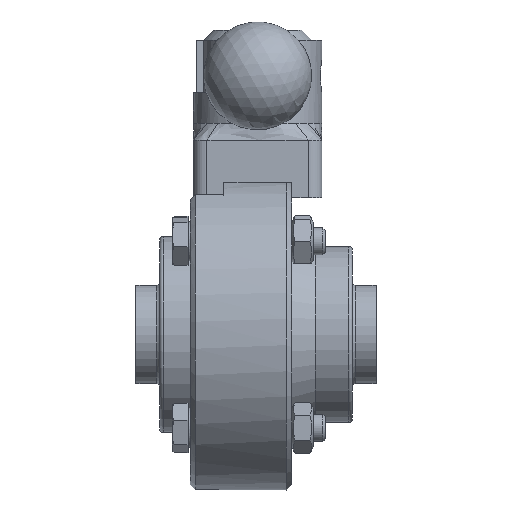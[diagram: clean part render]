
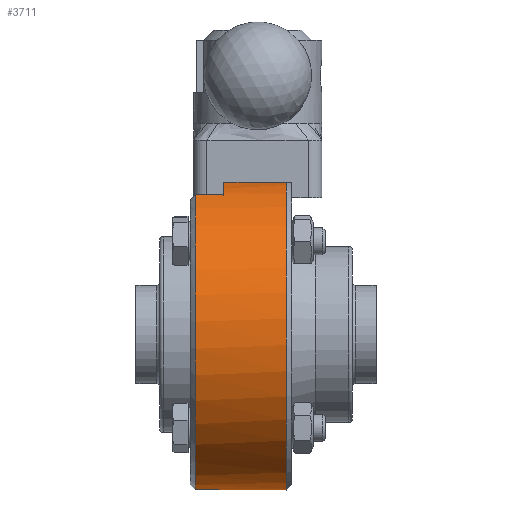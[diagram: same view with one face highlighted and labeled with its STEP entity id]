
A CAD part, front view. The second image highlights one B-rep face of the part: STEP entity #3711.
In plain terms, the highlighted cylindrical face has radius 46 mm (diameter 92 mm), a full revolution.
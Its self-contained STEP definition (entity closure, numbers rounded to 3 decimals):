
#2287=CARTESIAN_POINT('',(4.35,0.,46.));
#2288=VERTEX_POINT('',#2287);
#2289=CARTESIAN_POINT('',(19.65,0.,46.));
#2290=VERTEX_POINT('',#2289);
#2291=CARTESIAN_POINT('',(4.35,0.,46.));
#2292=CARTESIAN_POINT('',(4.35,0.962,46.));
#2293=CARTESIAN_POINT('',(4.543,1.988,45.967));
#2294=CARTESIAN_POINT('',(5.324,3.872,45.846));
#2295=CARTESIAN_POINT('',(5.912,4.731,45.761));
#2296=CARTESIAN_POINT('',(7.269,6.088,45.601));
#2297=CARTESIAN_POINT('',(8.128,6.676,45.515));
#2298=CARTESIAN_POINT('',(10.012,7.457,45.393));
#2299=CARTESIAN_POINT('',(11.038,7.65,45.359));
#2300=CARTESIAN_POINT('',(12.962,7.65,45.359));
#2301=CARTESIAN_POINT('',(13.988,7.457,45.393));
#2302=CARTESIAN_POINT('',(15.872,6.676,45.515));
#2303=CARTESIAN_POINT('',(16.731,6.088,45.601));
#2304=CARTESIAN_POINT('',(18.088,4.731,45.761));
#2305=CARTESIAN_POINT('',(18.676,3.872,45.846));
#2306=CARTESIAN_POINT('',(19.457,1.988,45.967));
#2307=CARTESIAN_POINT('',(19.65,0.962,46.));
#2308=CARTESIAN_POINT('',(19.65,0.,46.));
#2309=B_SPLINE_CURVE_WITH_KNOTS('',3,(#2291,#2292,#2293,#2294,#2295,#2296,#2297,#2298,#2299,#2300,#2301,#2302,#2303,#2304,#2305,#2306,#2307,#2308),.UNSPECIFIED.,.F.,.U.,(4,2,2,2,2,2,2,2,4),(1.155,1.444,1.732,2.021,2.31,2.599,2.887,3.176,3.465),.UNSPECIFIED.);
#2310=EDGE_CURVE('',#2288,#2290,#2309,.T.);
#2312=CARTESIAN_POINT('',(19.65,0.,46.));
#2313=CARTESIAN_POINT('',(19.65,-0.962,46.));
#2314=CARTESIAN_POINT('',(19.457,-1.988,45.967));
#2315=CARTESIAN_POINT('',(18.676,-3.872,45.846));
#2316=CARTESIAN_POINT('',(18.088,-4.731,45.761));
#2317=CARTESIAN_POINT('',(16.731,-6.088,45.601));
#2318=CARTESIAN_POINT('',(15.872,-6.676,45.515));
#2319=CARTESIAN_POINT('',(13.988,-7.457,45.393));
#2320=CARTESIAN_POINT('',(12.962,-7.65,45.359));
#2321=CARTESIAN_POINT('',(12.,-7.65,45.359));
#2322=CARTESIAN_POINT('',(11.038,-7.65,45.359));
#2323=CARTESIAN_POINT('',(10.012,-7.457,45.393));
#2324=CARTESIAN_POINT('',(8.128,-6.676,45.515));
#2325=CARTESIAN_POINT('',(7.269,-6.088,45.601));
#2326=CARTESIAN_POINT('',(5.912,-4.731,45.761));
#2327=CARTESIAN_POINT('',(5.324,-3.872,45.846));
#2328=CARTESIAN_POINT('',(4.543,-1.988,45.967));
#2329=CARTESIAN_POINT('',(4.35,-0.962,46.));
#2330=CARTESIAN_POINT('',(4.35,0.,46.));
#2331=B_SPLINE_CURVE_WITH_KNOTS('',3,(#2312,#2313,#2314,#2315,#2316,#2317,#2318,#2319,#2320,#2321,#2322,#2323,#2324,#2325,#2326,#2327,#2328,#2329,#2330),.UNSPECIFIED.,.F.,.U.,(4,2,2,2,3,2,2,2,4),(3.465,3.754,4.042,4.331,4.62,4.909,5.197,5.486,5.775),.UNSPECIFIED.);
#2332=EDGE_CURVE('',#2290,#2288,#2331,.T.);
#2454=CARTESIAN_POINT('',(20.5,46.,0.0));
#2455=VERTEX_POINT('',#2454);
#2456=CARTESIAN_POINT('',(20.5,0.0,0.0));
#2457=DIRECTION('',(1.0,0.0,0.0));
#2458=DIRECTION('',(0.0,1.0,0.0));
#2459=AXIS2_PLACEMENT_3D('',#2456,#2457,#2458);
#2460=CIRCLE('',#2459,46.);
#2461=EDGE_CURVE('',#2455,#2455,#2460,.T.);
#3305=CARTESIAN_POINT('',(-6.5,-19.75,41.544));
#3306=VERTEX_POINT('',#3305);
#3383=CARTESIAN_POINT('',(-6.5,19.75,41.544));
#3384=VERTEX_POINT('',#3383);
#3398=CARTESIAN_POINT('',(-6.5,0.0,0.));
#3399=DIRECTION('',(-1.0,0.0,0.0));
#3400=DIRECTION('',(0.0,-1.0,0.0));
#3401=AXIS2_PLACEMENT_3D('',#3398,#3399,#3400);
#3402=CIRCLE('',#3401,46.);
#3403=EDGE_CURVE('',#3384,#3306,#3402,.T.);
#3476=CARTESIAN_POINT('',(2.,-19.75,41.544));
#3477=VERTEX_POINT('',#3476);
#3478=CARTESIAN_POINT('',(2.,-19.75,41.544));
#3479=DIRECTION('',(-1.0,0.0,0.0));
#3480=VECTOR('',#3479,8.5);
#3481=LINE('',#3478,#3480);
#3482=EDGE_CURVE('',#3477,#3306,#3481,.T.);
#3634=CARTESIAN_POINT('',(2.,19.75,41.544));
#3635=VERTEX_POINT('',#3634);
#3642=CARTESIAN_POINT('',(-6.5,19.75,41.544));
#3643=DIRECTION('',(1.0,0.0,0.0));
#3644=VECTOR('',#3643,8.5);
#3645=LINE('',#3642,#3644);
#3646=EDGE_CURVE('',#3384,#3635,#3645,.T.);
#3651=CARTESIAN_POINT('',(-3.,0.0,0.));
#3652=DIRECTION('',(-1.0,0.0,0.));
#3653=DIRECTION('',(0.0,-1.0,0.0));
#3654=AXIS2_PLACEMENT_3D('',#3651,#3652,#3653);
#3655=CYLINDRICAL_SURFACE('',#3654,46.);
#3656=ORIENTED_EDGE('',*,*,#2461,.F.);
#3657=EDGE_LOOP('',(#3656));
#3658=FACE_OUTER_BOUND('',#3657,.T.);
#3659=ORIENTED_EDGE('',*,*,#2310,.T.);
#3660=ORIENTED_EDGE('',*,*,#2332,.T.);
#3661=EDGE_LOOP('',(#3659,#3660));
#3662=FACE_BOUND('',#3661,.T.);
#3663=ORIENTED_EDGE('',*,*,#3403,.F.);
#3664=ORIENTED_EDGE('',*,*,#3646,.T.);
#3665=CARTESIAN_POINT('',(2.,19.,41.893));
#3666=VERTEX_POINT('',#3665);
#3667=CARTESIAN_POINT('',(2.,0.0,0.0));
#3668=DIRECTION('',(1.0,0.0,0.0));
#3669=DIRECTION('',(0.0,1.0,0.0));
#3670=AXIS2_PLACEMENT_3D('',#3667,#3668,#3669);
#3671=CIRCLE('',#3670,46.);
#3672=EDGE_CURVE('',#3635,#3666,#3671,.T.);
#3673=ORIENTED_EDGE('',*,*,#3672,.T.);
#3674=CARTESIAN_POINT('',(2.,16.,43.128));
#3675=VERTEX_POINT('',#3674);
#3676=CARTESIAN_POINT('',(2.,0.0,0.0));
#3677=DIRECTION('',(1.0,0.0,0.0));
#3678=DIRECTION('',(0.0,1.0,0.0));
#3679=AXIS2_PLACEMENT_3D('',#3676,#3677,#3678);
#3680=CIRCLE('',#3679,46.);
#3681=EDGE_CURVE('',#3666,#3675,#3680,.T.);
#3682=ORIENTED_EDGE('',*,*,#3681,.T.);
#3683=CARTESIAN_POINT('',(2.,-16.,43.128));
#3684=VERTEX_POINT('',#3683);
#3685=CARTESIAN_POINT('',(2.,0.0,0.0));
#3686=DIRECTION('',(1.0,0.0,0.0));
#3687=DIRECTION('',(0.0,1.0,0.0));
#3688=AXIS2_PLACEMENT_3D('',#3685,#3686,#3687);
#3689=CIRCLE('',#3688,46.);
#3690=EDGE_CURVE('',#3675,#3684,#3689,.T.);
#3691=ORIENTED_EDGE('',*,*,#3690,.T.);
#3692=CARTESIAN_POINT('',(2.,-19.,41.893));
#3693=VERTEX_POINT('',#3692);
#3694=CARTESIAN_POINT('',(2.,0.0,0.0));
#3695=DIRECTION('',(1.0,0.0,0.0));
#3696=DIRECTION('',(0.0,1.0,0.0));
#3697=AXIS2_PLACEMENT_3D('',#3694,#3695,#3696);
#3698=CIRCLE('',#3697,46.);
#3699=EDGE_CURVE('',#3684,#3693,#3698,.T.);
#3700=ORIENTED_EDGE('',*,*,#3699,.T.);
#3701=CARTESIAN_POINT('',(2.,0.0,0.0));
#3702=DIRECTION('',(1.0,0.0,0.0));
#3703=DIRECTION('',(0.0,1.0,0.0));
#3704=AXIS2_PLACEMENT_3D('',#3701,#3702,#3703);
#3705=CIRCLE('',#3704,46.);
#3706=EDGE_CURVE('',#3693,#3477,#3705,.T.);
#3707=ORIENTED_EDGE('',*,*,#3706,.T.);
#3708=ORIENTED_EDGE('',*,*,#3482,.T.);
#3709=EDGE_LOOP('',(#3663,#3664,#3673,#3682,#3691,#3700,#3707,#3708));
#3710=FACE_BOUND('',#3709,.T.);
#3711=ADVANCED_FACE('',(#3658,#3662,#3710),#3655,.T.);
